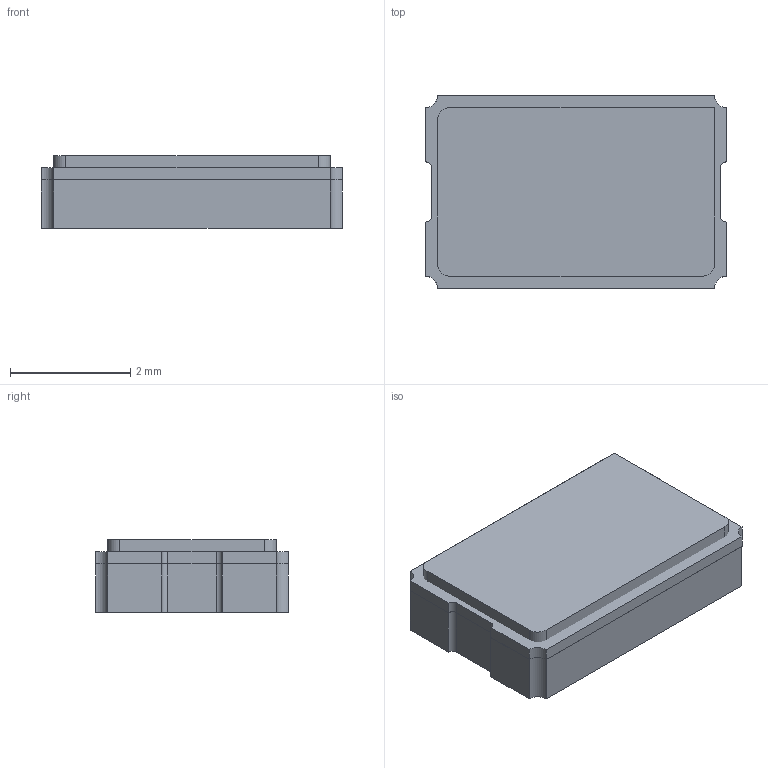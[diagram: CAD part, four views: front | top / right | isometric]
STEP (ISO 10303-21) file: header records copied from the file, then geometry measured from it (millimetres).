
FILE_DESCRIPTION((''),'2;1');
FILE_NAME('XTAL_TXC_7A.stp','2014-10-09T11:51:49',(''),(''),'Mechanical Desktop 2011','Mechanical Desktop 2011',', , ');
FILE_SCHEMA(('AUTOMOTIVE_DESIGN { 1 2 10303 214 1 1 1 1 }'));
Length unit declared in the file: millimetre
Products named in the file (1): Product
Bounding box: 5 x 3.2 x 1.2 mm (x, y, z)
Surface area: 131.7 mm2
Topology: 7 solids, 7 shells, 81 faces, 201 edges, 134 vertices
Faces by surface type: plane 51, cylinder 17, bspline 13
Entity records: 2472 total; most frequent: CARTESIAN_POINT 484, ORIENTED_EDGE 402, DIRECTION 377, EDGE_CURVE 201, VECTOR 163, LINE 163, VERTEX_POINT 134, AXIS2_PLACEMENT_3D 107
